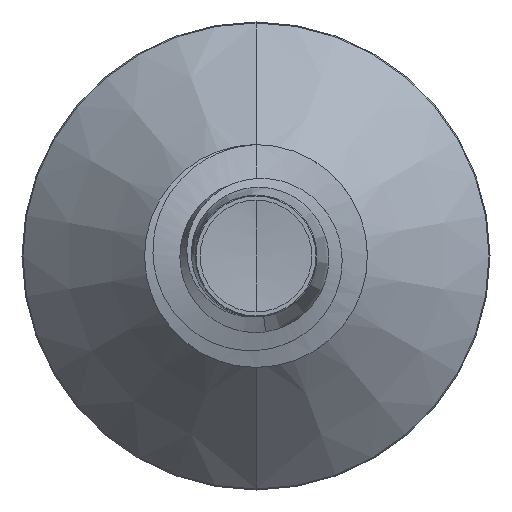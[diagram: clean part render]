
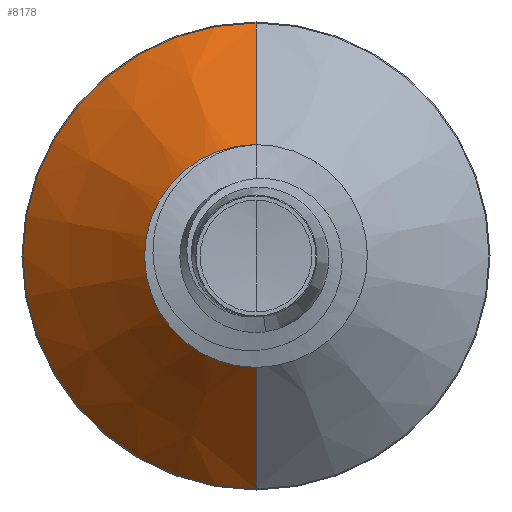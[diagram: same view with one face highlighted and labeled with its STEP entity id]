
A CAD part, front view. The second image highlights one B-rep face of the part: STEP entity #8178.
In plain terms, the highlighted conical face has half-angle 45 degrees and reference radius 1.857 mm.
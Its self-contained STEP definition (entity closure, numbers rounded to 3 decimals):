
#930 = VECTOR ( 'NONE', #5150, 1000. ) ;
#1015 = ORIENTED_EDGE ( 'NONE', *, *, #9660, .F. ) ;
#1019 = AXIS2_PLACEMENT_3D ( 'NONE', #1579, #1577, #1560 ) ;
#1560 = DIRECTION ( 'NONE',  ( 0., 0., 1. ) ) ;
#1577 = DIRECTION ( 'NONE',  ( 0., 1., 0. ) ) ;
#1579 = CARTESIAN_POINT ( 'NONE',  ( 0., 2.957, 0. ) ) ;
#1609 = VECTOR ( 'NONE', #4261, 1000. ) ;
#1831 = VERTEX_POINT ( 'NONE', #5683 ) ;
#2031 = EDGE_CURVE ( 'NONE', #8217, #6225, #7017, .T. ) ;
#2729 = CARTESIAN_POINT ( 'NONE',  ( 0., 2.957, 0. ) ) ;
#2756 = EDGE_CURVE ( 'NONE', #1831, #8217, #5733, .T. ) ;
#3392 = ORIENTED_EDGE ( 'NONE', *, *, #11028, .F. ) ;
#3994 = DIRECTION ( 'NONE',  ( 0., 1., 0. ) ) ;
#4261 = DIRECTION ( 'NONE',  ( 0., 0.707, 0.707 ) ) ;
#4270 = CARTESIAN_POINT ( 'NONE',  ( 0., 2.957, 1.857 ) ) ;
#4306 = DIRECTION ( 'NONE',  ( 0., 0., 1. ) ) ;
#4330 = DIRECTION ( 'NONE',  ( 0., 1., 0. ) ) ;
#4343 = CARTESIAN_POINT ( 'NONE',  ( 0., 5.282, 0. ) ) ;
#4466 = DIRECTION ( 'NONE',  ( 0., 0., 1. ) ) ;
#5150 = DIRECTION ( 'NONE',  ( 0., 0.707, -0.707 ) ) ;
#5221 = CARTESIAN_POINT ( 'NONE',  ( 0., 2.957, -1.857 ) ) ;
#5569 = LINE ( 'NONE', #5221, #930 ) ;
#5683 = CARTESIAN_POINT ( 'NONE',  ( 0., 2.957, -1.857 ) ) ;
#5733 = CIRCLE ( 'NONE', #1019, 1.857 ) ;
#5868 = CIRCLE ( 'NONE', #6656, 4.182 ) ;
#5933 = ORIENTED_EDGE ( 'NONE', *, *, #2756, .T. ) ;
#6214 = CARTESIAN_POINT ( 'NONE',  ( 0., 2.957, 1.857 ) ) ;
#6225 = VERTEX_POINT ( 'NONE', #7104 ) ;
#6274 = CONICAL_SURFACE ( 'NONE', #7731, 1.857, 0.785 ) ;
#6564 = FACE_OUTER_BOUND ( 'NONE', #6965, .T. ) ;
#6656 = AXIS2_PLACEMENT_3D ( 'NONE', #4343, #4330, #4306 ) ;
#6965 = EDGE_LOOP ( 'NONE', ( #3392, #5933, #7988, #1015 ) ) ;
#7017 = LINE ( 'NONE', #4270, #1609 ) ;
#7104 = CARTESIAN_POINT ( 'NONE',  ( 0., 5.282, 4.182 ) ) ;
#7731 = AXIS2_PLACEMENT_3D ( 'NONE', #2729, #3994, #4466 ) ;
#7988 = ORIENTED_EDGE ( 'NONE', *, *, #2031, .T. ) ;
#8178 = ADVANCED_FACE ( 'NONE', ( #6564 ), #6274, .T. ) ;
#8217 = VERTEX_POINT ( 'NONE', #6214 ) ;
#8528 = VERTEX_POINT ( 'NONE', #8766 ) ;
#8766 = CARTESIAN_POINT ( 'NONE',  ( 0., 5.282, -4.182 ) ) ;
#9660 = EDGE_CURVE ( 'NONE', #8528, #6225, #5868, .T. ) ;
#11028 = EDGE_CURVE ( 'NONE', #1831, #8528, #5569, .T. ) ;
